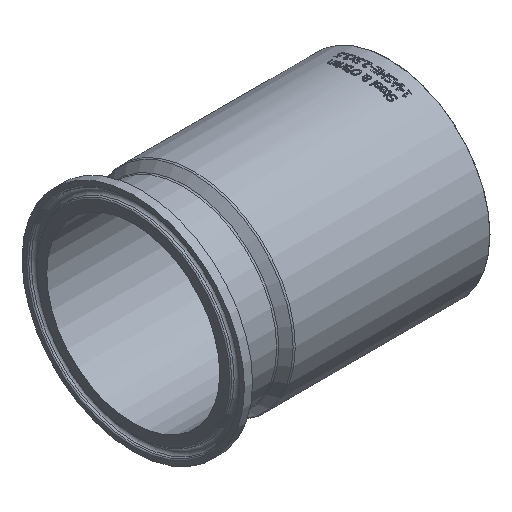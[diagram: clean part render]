
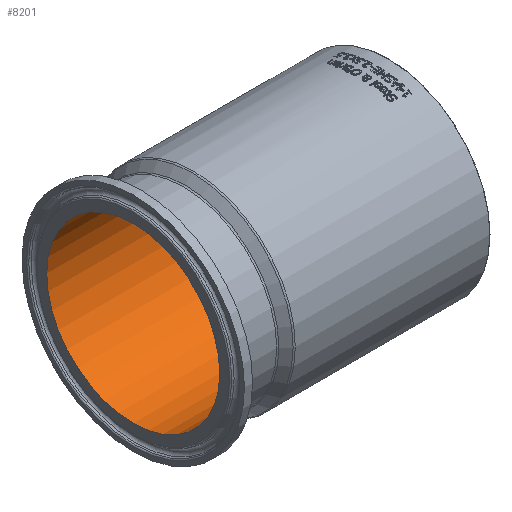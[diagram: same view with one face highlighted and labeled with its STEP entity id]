
A CAD part, isometric view. The second image highlights one B-rep face of the part: STEP entity #8201.
In plain terms, the highlighted cylindrical face has radius 30.099 mm (diameter 60.198 mm), a full revolution.
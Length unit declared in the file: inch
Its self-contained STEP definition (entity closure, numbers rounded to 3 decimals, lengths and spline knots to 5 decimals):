
#951=FACE_OUTER_BOUND('',#1437,.T.);
#1437=EDGE_LOOP('',(#7661,#7662,#7663,#7664,#7665,#7666,#7667));
#1635=CIRCLE('',#8707,1.185);
#1636=CIRCLE('',#8708,1.185);
#1671=CIRCLE('',#8755,1.185);
#1672=CIRCLE('',#8756,1.185);
#1676=CIRCLE('',#8760,1.185);
#2233=LINE('',#18521,#2787);
#2787=VECTOR('',#10404,1.185);
#3960=VERTEX_POINT('',#18419);
#3961=VERTEX_POINT('',#18420);
#3992=VERTEX_POINT('',#18504);
#3993=VERTEX_POINT('',#18505);
#3994=VERTEX_POINT('',#18507);
#5176=EDGE_CURVE('',#3960,#3961,#1635,.T.);
#5177=EDGE_CURVE('',#3961,#3960,#1636,.T.);
#5217=EDGE_CURVE('',#3992,#3993,#1671,.T.);
#5218=EDGE_CURVE('',#3993,#3994,#1672,.T.);
#5222=EDGE_CURVE('',#3994,#3992,#1676,.T.);
#5225=EDGE_CURVE('',#3993,#3961,#2233,.T.);
#7661=ORIENTED_EDGE('',*,*,#5217,.F.);
#7662=ORIENTED_EDGE('',*,*,#5222,.F.);
#7663=ORIENTED_EDGE('',*,*,#5218,.F.);
#7664=ORIENTED_EDGE('',*,*,#5225,.T.);
#7665=ORIENTED_EDGE('',*,*,#5176,.F.);
#7666=ORIENTED_EDGE('',*,*,#5177,.F.);
#7667=ORIENTED_EDGE('',*,*,#5225,.F.);
#7729=CYLINDRICAL_SURFACE('',#8764,1.185);
#8201=ADVANCED_FACE('',(#951),#7729,.F.);
#8707=AXIS2_PLACEMENT_3D('',#18421,#10283,#10284);
#8708=AXIS2_PLACEMENT_3D('',#18422,#10285,#10286);
#8755=AXIS2_PLACEMENT_3D('',#18506,#10384,#10385);
#8756=AXIS2_PLACEMENT_3D('',#18508,#10386,#10387);
#8760=AXIS2_PLACEMENT_3D('',#18514,#10394,#10395);
#8764=AXIS2_PLACEMENT_3D('',#18520,#10402,#10403);
#10283=DIRECTION('center_axis',(1.,0.,0.));
#10284=DIRECTION('ref_axis',(0.,1.,0.));
#10285=DIRECTION('center_axis',(1.,0.,0.));
#10286=DIRECTION('ref_axis',(0.,1.,0.));
#10384=DIRECTION('center_axis',(-1.,0.,0.));
#10385=DIRECTION('ref_axis',(0.,-1.,0.));
#10386=DIRECTION('center_axis',(-1.,0.,0.));
#10387=DIRECTION('ref_axis',(0.,-1.,0.));
#10394=DIRECTION('center_axis',(-1.,0.,0.));
#10395=DIRECTION('ref_axis',(0.,-1.,0.));
#10402=DIRECTION('center_axis',(1.,0.,0.));
#10403=DIRECTION('ref_axis',(0.,1.,0.));
#10404=DIRECTION('',(-1.,0.,0.));
#18419=CARTESIAN_POINT('',(0.,1.185,0.));
#18420=CARTESIAN_POINT('',(0.,-1.185,0.));
#18421=CARTESIAN_POINT('Origin',(0.,0.,
0.));
#18422=CARTESIAN_POINT('Origin',(0.,0.,
0.));
#18504=CARTESIAN_POINT('',(3.495,1.185,0.));
#18505=CARTESIAN_POINT('',(3.495,-1.185,0.));
#18506=CARTESIAN_POINT('Origin',(3.495,0.,0.));
#18507=CARTESIAN_POINT('',(3.495,0.,1.185));
#18508=CARTESIAN_POINT('Origin',(3.495,0.,0.));
#18514=CARTESIAN_POINT('Origin',(3.495,0.,0.));
#18520=CARTESIAN_POINT('Origin',(1.75,0.,0.));
#18521=CARTESIAN_POINT('',(1.75,-1.185,0.));
